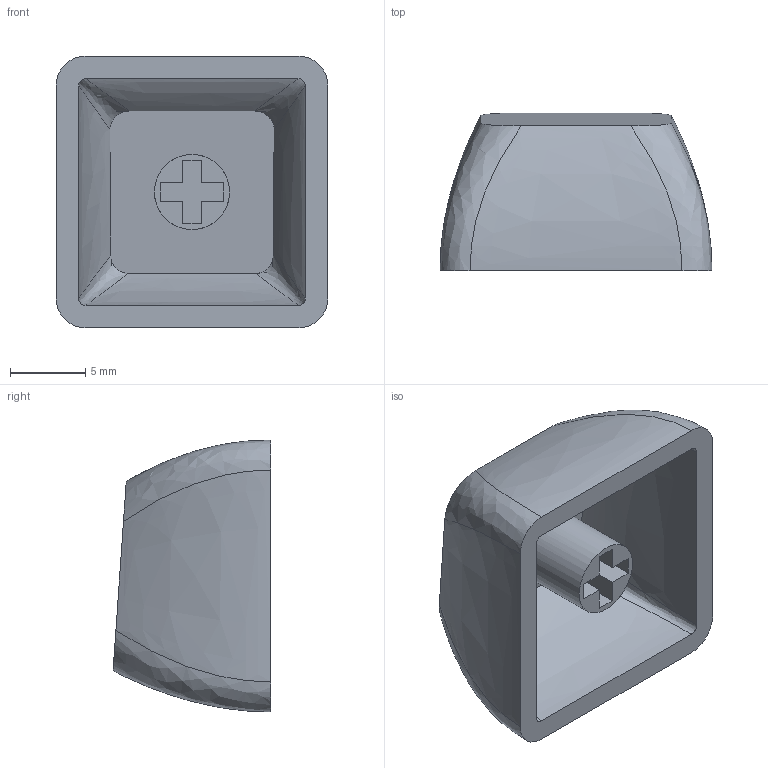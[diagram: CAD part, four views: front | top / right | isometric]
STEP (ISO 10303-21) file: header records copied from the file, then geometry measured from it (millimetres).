
FILE_DESCRIPTION(/* description */ (''),/* implementation_level */ '2;1');
FILE_NAME(/* name */ 'R2_1u_Blank.step',/* time_stamp */ '2022-04-14T16:47:45-03:00',/* author */ (''),/* organization */ (''),/* preprocessor_version */ 'ST-DEVELOPER v18.1',/* originating_system */ 'Autodesk Translation Framework v10.14.0.1471',/* authorisation */ '');
FILE_SCHEMA (('AUTOMOTIVE_DESIGN { 1 0 10303 214 3 1 1 }'));
Length unit declared in the file: millimetre
Products named in the file (1): R2_1u_Blank
Bounding box: 18.1 x 10.51 x 18.1 mm (x, y, z)
Volume: 1150.5 mm3; surface area: 1758.3 mm2
Topology: 2 solids, 2 shells, 45 faces, 111 edges, 74 vertices
Faces by surface type: plane 28, bspline 16, cylinder 1
Full cylindrical faces by diameter (mm): 5 x1
Entity records: 1891 total; most frequent: CARTESIAN_POINT 887, ORIENTED_EDGE 222, DIRECTION 149, EDGE_CURVE 111, VERTEX_POINT 74, LINE 69, VECTOR 69, EDGE_LOOP 49
